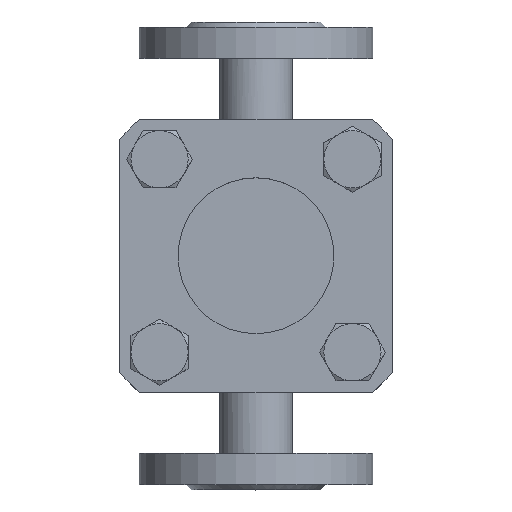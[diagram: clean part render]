
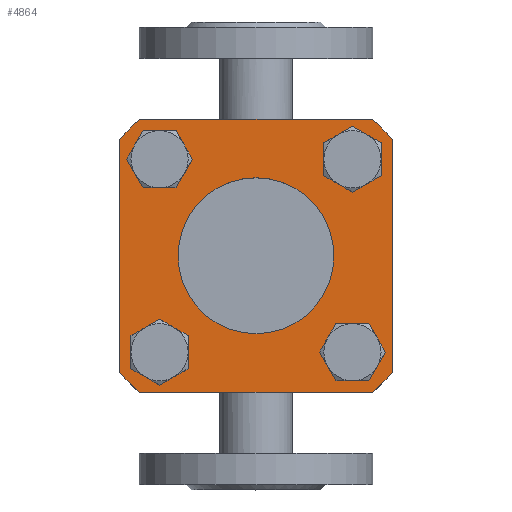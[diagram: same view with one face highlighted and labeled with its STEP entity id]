
A CAD part, top view. The second image highlights one B-rep face of the part: STEP entity #4864.
In plain terms, the highlighted face is planar.
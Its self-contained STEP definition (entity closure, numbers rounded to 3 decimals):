
#4436=CARTESIAN_POINT('',(16.,28.123,-37.123));
#4437=VERTEX_POINT('',#4436);
#4438=CARTESIAN_POINT('',(16.,37.123,-37.123));
#4439=DIRECTION('',(-1.0,0.0,0.0));
#4440=DIRECTION('',(0.0,1.0,0.0));
#4441=AXIS2_PLACEMENT_3D('',#4438,#4439,#4440);
#4442=CIRCLE('',#4441,9.0);
#4443=EDGE_CURVE('',#4437,#4437,#4442,.T.);
#4464=CARTESIAN_POINT('',(16.,-37.123,-28.123));
#4465=VERTEX_POINT('',#4464);
#4466=CARTESIAN_POINT('',(16.,-37.123,-37.123));
#4467=DIRECTION('',(-1.0,0.0,0.0));
#4468=DIRECTION('',(0.0,0.0,-1.0));
#4469=AXIS2_PLACEMENT_3D('',#4466,#4467,#4468);
#4470=CIRCLE('',#4469,9.0);
#4471=EDGE_CURVE('',#4465,#4465,#4470,.T.);
#4492=CARTESIAN_POINT('',(16.,-28.123,37.123));
#4493=VERTEX_POINT('',#4492);
#4494=CARTESIAN_POINT('',(16.,-37.123,37.123));
#4495=DIRECTION('',(-1.0,0.0,0.0));
#4496=DIRECTION('',(0.0,-1.0,0.0));
#4497=AXIS2_PLACEMENT_3D('',#4494,#4495,#4496);
#4498=CIRCLE('',#4497,9.0);
#4499=EDGE_CURVE('',#4493,#4493,#4498,.T.);
#4520=CARTESIAN_POINT('',(16.,37.123,28.123));
#4521=VERTEX_POINT('',#4520);
#4522=CARTESIAN_POINT('',(16.,37.123,37.123));
#4523=DIRECTION('',(-1.0,0.0,0.0));
#4524=DIRECTION('',(0.0,0.0,1.0));
#4525=AXIS2_PLACEMENT_3D('',#4522,#4523,#4524);
#4526=CIRCLE('',#4525,9.0);
#4527=EDGE_CURVE('',#4521,#4521,#4526,.T.);
#4550=CARTESIAN_POINT('',(16.0,-44.774,-52.5));
#4551=VERTEX_POINT('',#4550);
#4566=CARTESIAN_POINT('',(16.0,44.774,-52.5));
#4567=VERTEX_POINT('',#4566);
#4574=CARTESIAN_POINT('',(16.,-44.774,-52.5));
#4575=DIRECTION('',(0.0,1.0,0.0));
#4576=VECTOR('',#4575,89.549);
#4577=LINE('',#4574,#4576);
#4578=EDGE_CURVE('',#4551,#4567,#4577,.T.);
#4590=CARTESIAN_POINT('',(16.0,-52.5,44.774));
#4591=VERTEX_POINT('',#4590);
#4606=CARTESIAN_POINT('',(16.0,-52.5,-44.774));
#4607=VERTEX_POINT('',#4606);
#4614=CARTESIAN_POINT('',(16.,-52.5,44.774));
#4615=DIRECTION('',(0.0,0.0,-1.0));
#4616=VECTOR('',#4615,89.549);
#4617=LINE('',#4614,#4616);
#4618=EDGE_CURVE('',#4591,#4607,#4617,.T.);
#4630=CARTESIAN_POINT('',(16.0,44.774,52.5));
#4631=VERTEX_POINT('',#4630);
#4646=CARTESIAN_POINT('',(16.0,-44.774,52.5));
#4647=VERTEX_POINT('',#4646);
#4654=CARTESIAN_POINT('',(16.,44.774,52.5));
#4655=DIRECTION('',(0.0,-1.0,0.0));
#4656=VECTOR('',#4655,89.549);
#4657=LINE('',#4654,#4656);
#4658=EDGE_CURVE('',#4631,#4647,#4657,.T.);
#4741=CARTESIAN_POINT('',(16.0,52.5,44.774));
#4742=VERTEX_POINT('',#4741);
#4743=CARTESIAN_POINT('',(16.,0.0,0.0));
#4744=DIRECTION('',(1.0,0.0,0.0));
#4745=DIRECTION('',(0.0,1.0,0.0));
#4746=AXIS2_PLACEMENT_3D('',#4743,#4744,#4745);
#4747=CIRCLE('',#4746,69.0);
#4748=EDGE_CURVE('',#4742,#4631,#4747,.T.);
#4766=CARTESIAN_POINT('',(16.,0.0,0.0));
#4767=DIRECTION('',(1.0,0.0,0.0));
#4768=DIRECTION('',(0.0,1.0,0.0));
#4769=AXIS2_PLACEMENT_3D('',#4766,#4767,#4768);
#4770=CIRCLE('',#4769,69.0);
#4771=EDGE_CURVE('',#4647,#4591,#4770,.T.);
#4784=CARTESIAN_POINT('',(16.,0.0,0.0));
#4785=DIRECTION('',(1.0,0.0,0.0));
#4786=DIRECTION('',(0.0,1.0,0.0));
#4787=AXIS2_PLACEMENT_3D('',#4784,#4785,#4786);
#4788=CIRCLE('',#4787,69.0);
#4789=EDGE_CURVE('',#4607,#4551,#4788,.T.);
#4801=CARTESIAN_POINT('',(16.0,52.5,-44.774));
#4802=VERTEX_POINT('',#4801);
#4811=CARTESIAN_POINT('',(16.,52.5,-44.774));
#4812=DIRECTION('',(0.0,0.0,1.0));
#4813=VECTOR('',#4812,89.549);
#4814=LINE('',#4811,#4813);
#4815=EDGE_CURVE('',#4802,#4742,#4814,.T.);
#4820=CARTESIAN_POINT('',(16.,60.75,0.0));
#4821=DIRECTION('',(1.0,0.0,0.0));
#4822=DIRECTION('',(0.0,0.0,-1.0));
#4823=AXIS2_PLACEMENT_3D('',#4820,#4821,#4822);
#4824=PLANE('',#4823);
#4825=ORIENTED_EDGE('',*,*,#4578,.T.);
#4826=CARTESIAN_POINT('',(16.,0.0,0.0));
#4827=DIRECTION('',(1.0,0.0,0.0));
#4828=DIRECTION('',(0.0,1.0,0.0));
#4829=AXIS2_PLACEMENT_3D('',#4826,#4827,#4828);
#4830=CIRCLE('',#4829,69.0);
#4831=EDGE_CURVE('',#4567,#4802,#4830,.T.);
#4832=ORIENTED_EDGE('',*,*,#4831,.T.);
#4833=ORIENTED_EDGE('',*,*,#4815,.T.);
#4834=ORIENTED_EDGE('',*,*,#4748,.T.);
#4835=ORIENTED_EDGE('',*,*,#4658,.T.);
#4836=ORIENTED_EDGE('',*,*,#4771,.T.);
#4837=ORIENTED_EDGE('',*,*,#4618,.T.);
#4838=ORIENTED_EDGE('',*,*,#4789,.T.);
#4839=EDGE_LOOP('',(#4825,#4832,#4833,#4834,#4835,#4836,#4837,#4838));
#4840=FACE_OUTER_BOUND('',#4839,.T.);
#4841=ORIENTED_EDGE('',*,*,#4443,.T.);
#4842=EDGE_LOOP('',(#4841));
#4843=FACE_BOUND('',#4842,.T.);
#4844=ORIENTED_EDGE('',*,*,#4471,.T.);
#4845=EDGE_LOOP('',(#4844));
#4846=FACE_BOUND('',#4845,.T.);
#4847=ORIENTED_EDGE('',*,*,#4499,.T.);
#4848=EDGE_LOOP('',(#4847));
#4849=FACE_BOUND('',#4848,.T.);
#4850=ORIENTED_EDGE('',*,*,#4527,.T.);
#4851=EDGE_LOOP('',(#4850));
#4852=FACE_BOUND('',#4851,.T.);
#4853=CARTESIAN_POINT('',(16.,30.0,0.0));
#4854=VERTEX_POINT('',#4853);
#4855=CARTESIAN_POINT('',(16.,0.0,0.0));
#4856=DIRECTION('',(1.0,0.0,0.0));
#4857=DIRECTION('',(0.0,1.0,0.0));
#4858=AXIS2_PLACEMENT_3D('',#4855,#4856,#4857);
#4859=CIRCLE('',#4858,30.0);
#4860=EDGE_CURVE('',#4854,#4854,#4859,.T.);
#4861=ORIENTED_EDGE('',*,*,#4860,.F.);
#4862=EDGE_LOOP('',(#4861));
#4863=FACE_BOUND('',#4862,.T.);
#4864=ADVANCED_FACE('',(#4840,#4843,#4846,#4849,#4852,#4863),#4824,.T.);
